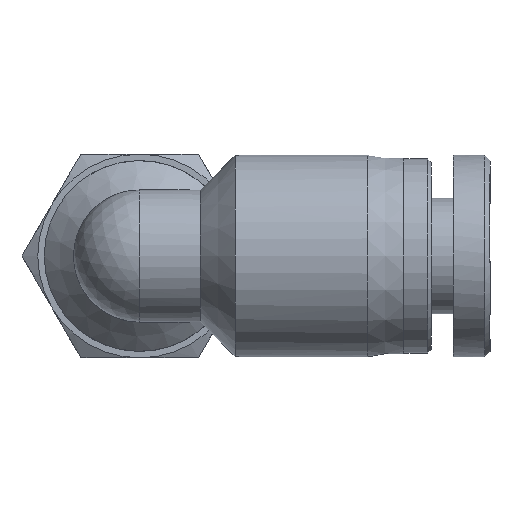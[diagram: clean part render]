
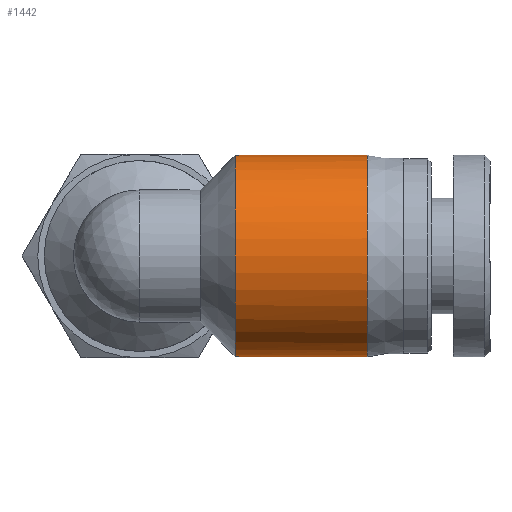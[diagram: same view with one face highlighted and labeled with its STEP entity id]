
A CAD part, left-side view. The second image highlights one B-rep face of the part: STEP entity #1442.
In plain terms, the highlighted cylindrical face has radius 5.5 mm (diameter 11 mm), a full revolution.
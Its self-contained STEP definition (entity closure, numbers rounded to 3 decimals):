
#989=CARTESIAN_POINT('',(5.2,-5.477,-0.5));
#990=VERTEX_POINT('',#989);
#1004=CARTESIAN_POINT('',(7.7,-5.477,-0.5));
#1005=VERTEX_POINT('',#1004);
#1006=CARTESIAN_POINT('',(7.7,-5.477,-0.5));
#1007=DIRECTION('',(-1.0,0.0,0.0));
#1008=VECTOR('',#1007,2.5);
#1009=LINE('',#1006,#1008);
#1010=EDGE_CURVE('',#1005,#990,#1009,.T.);
#1075=CARTESIAN_POINT('',(7.7,-5.477,0.5));
#1076=VERTEX_POINT('',#1075);
#1077=CARTESIAN_POINT('',(7.7,-5.5,0.0));
#1078=VERTEX_POINT('',#1077);
#1079=CARTESIAN_POINT('',(7.7,0.,0.0));
#1080=DIRECTION('',(1.0,0.0,0.0));
#1081=DIRECTION('',(0.0,1.0,0.0));
#1082=AXIS2_PLACEMENT_3D('',#1079,#1080,#1081);
#1083=CIRCLE('',#1082,5.5);
#1084=EDGE_CURVE('',#1076,#1078,#1083,.T.);
#1108=CARTESIAN_POINT('',(7.7,0.,0.0));
#1109=DIRECTION('',(1.0,0.0,0.0));
#1110=DIRECTION('',(0.0,1.0,0.0));
#1111=AXIS2_PLACEMENT_3D('',#1108,#1109,#1110);
#1112=CIRCLE('',#1111,5.5);
#1113=EDGE_CURVE('',#1078,#1005,#1112,.T.);
#1182=CARTESIAN_POINT('',(5.2,-5.477,0.5));
#1183=VERTEX_POINT('',#1182);
#1184=CARTESIAN_POINT('',(5.2,-5.477,0.5));
#1185=DIRECTION('',(1.0,0.0,0.0));
#1186=VECTOR('',#1185,2.5);
#1187=LINE('',#1184,#1186);
#1188=EDGE_CURVE('',#1183,#1076,#1187,.T.);
#1409=CARTESIAN_POINT('',(5.2,0.,0.0));
#1410=DIRECTION('',(1.0,0.0,0.0));
#1411=DIRECTION('',(0.0,1.0,0.0));
#1412=AXIS2_PLACEMENT_3D('',#1409,#1410,#1411);
#1413=CIRCLE('',#1412,5.5);
#1414=EDGE_CURVE('',#990,#1183,#1413,.T.);
#1419=CARTESIAN_POINT('',(8.8,0.,0.0));
#1420=DIRECTION('',(1.0,0.,0.0));
#1421=DIRECTION('',(0.0,1.0,0.0));
#1422=AXIS2_PLACEMENT_3D('',#1419,#1420,#1421);
#1423=CYLINDRICAL_SURFACE('',#1422,5.5);
#1424=ORIENTED_EDGE('',*,*,#1010,.T.);
#1425=ORIENTED_EDGE('',*,*,#1414,.T.);
#1426=ORIENTED_EDGE('',*,*,#1188,.T.);
#1427=ORIENTED_EDGE('',*,*,#1084,.T.);
#1428=ORIENTED_EDGE('',*,*,#1113,.T.);
#1429=EDGE_LOOP('',(#1424,#1425,#1426,#1427,#1428));
#1430=FACE_OUTER_BOUND('',#1429,.T.);
#1431=CARTESIAN_POINT('',(12.4,5.5,0.0));
#1432=VERTEX_POINT('',#1431);
#1433=CARTESIAN_POINT('',(12.4,0.,0.0));
#1434=DIRECTION('',(1.0,0.0,0.0));
#1435=DIRECTION('',(0.0,1.0,0.0));
#1436=AXIS2_PLACEMENT_3D('',#1433,#1434,#1435);
#1437=CIRCLE('',#1436,5.5);
#1438=EDGE_CURVE('',#1432,#1432,#1437,.T.);
#1439=ORIENTED_EDGE('',*,*,#1438,.F.);
#1440=EDGE_LOOP('',(#1439));
#1441=FACE_BOUND('',#1440,.T.);
#1442=ADVANCED_FACE('',(#1430,#1441),#1423,.T.);
